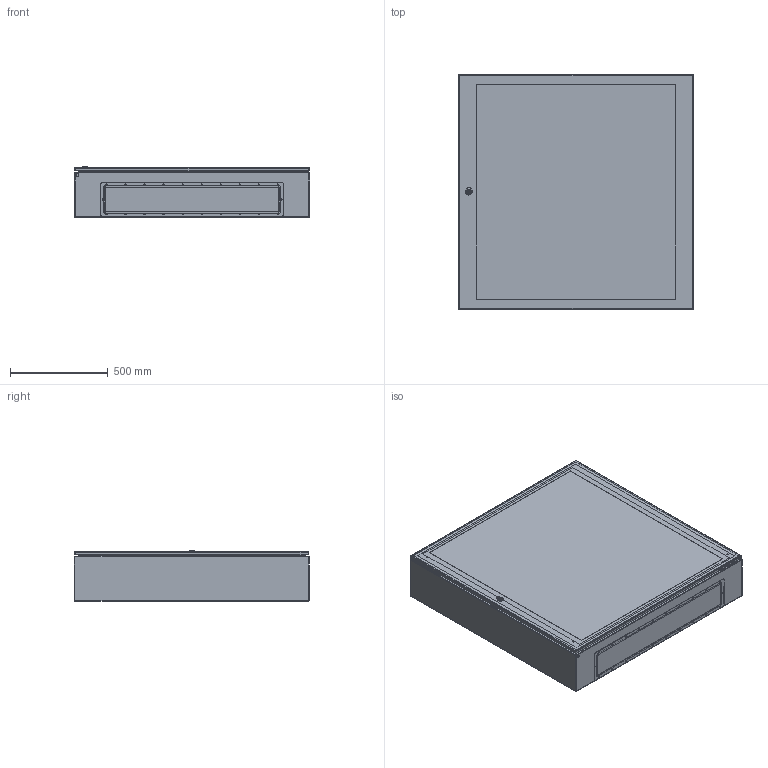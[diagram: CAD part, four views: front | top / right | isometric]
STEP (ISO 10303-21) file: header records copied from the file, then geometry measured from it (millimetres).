
FILE_DESCRIPTION(/* description */ (''),/* implementation_level */ '2;1');
FILE_NAME(/* name */ 'GNT12012025',/* time_stamp */ '2025-04-29T13:28:59+02:00',/* author */ (''),/* organization */ (''),/* preprocessor_version */ 'ST-DEVELOPER v19.4',/* originating_system */ 'SIEMENS PLM Software NX2212.8101',/* authorisation */ '');
FILE_SCHEMA (('AP203_CONFIGURATION_CONTROLLED_3D_DESIGN_OF_MECHANICAL_PARTS_AND_ASSEMBLIES_MIM_LF { 1 0 10303 403 2 1 2}'));
Length unit declared in the file: millimetre
Products named in the file (8): 501.P020.31-01-CRISTAL PUERTA ARG 1200x1200; 501.P005.02-01-CIERRE 3 PUNTOS ALT.ARM_1200; 501.P019.1031-01-Puerta_1200x1200; 501.P006.1035-01-PLACA DE MONTAJE_1200x1200; 501.P003.1011-01-TAPA PASACABLES LISA; 501.P001.1076-01-FONDO 1200x1200x250; 501.C019.1031-01-PUERTA TRANSPARENTE 1200x1200_NX-ARRAGMNTCOMPLETA; 501.C020.1076-01-GNT12012025
Assembly tree (7 placements, depth 3):
  501.C020.1076-01-GNT12012025
    501.P001.1076-01-FONDO 1200x1200x250
    501.P003.1011-01-TAPA PASACABLES LISA
    501.P006.1035-01-PLACA DE MONTAJE_1200x1200
    501.C019.1031-01-PUERTA TRANSPARENTE 1200x1200_NX-ARRAGMNTCOMPLETA
      501.P019.1031-01-Puerta_1200x1200
      501.P005.02-01-CIERRE 3 PUNTOS ALT.ARM_1200
      501.P020.31-01-CRISTAL PUERTA ARG 1200x1200
Bounding box: 1200 x 1202 x 256.2 mm (x, y, z)
Volume: 12914311.4 mm3; surface area: 11579731.7 mm2
Topology: 21 solids, 21 shells, 830 faces, 2162 edges, 1381 vertices
Faces by surface type: plane 357, cylinder 341, bspline 63, torus 32, sphere 20, cone 17
Full cylindrical faces by diameter (mm): 3 x34, 6 x25, 8 x5, 9 x4, 10 x1, 15.1 x1, 16.25 x1, 19.3 x1
Entity records: 31734 total; most frequent: CARTESIAN_POINT 9813, ORIENTED_EDGE 4070, DIRECTION 4004, EDGE_CURVE 2035, AXIS2_PLACEMENT_3D 1507, VERTEX_POINT 1343, EDGE_LOOP 1092, LINE 990
